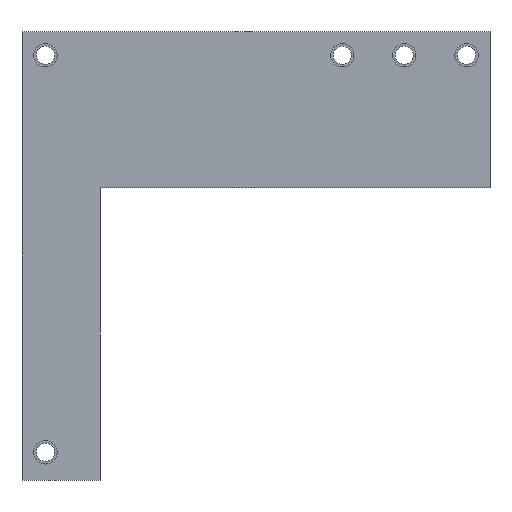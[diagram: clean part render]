
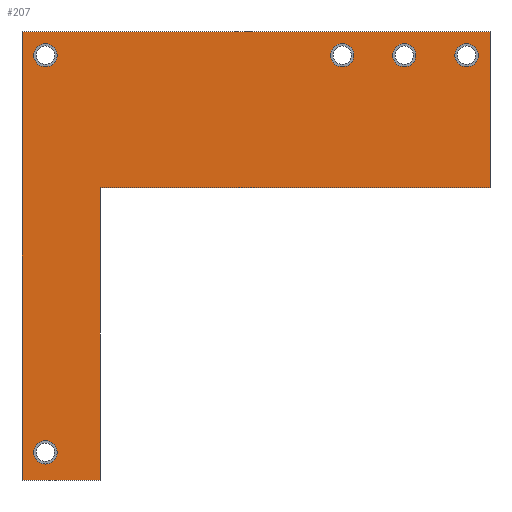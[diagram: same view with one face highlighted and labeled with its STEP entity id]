
A CAD part, front view. The second image highlights one B-rep face of the part: STEP entity #207.
In plain terms, the highlighted planar face has unit normal (0, -1, 0).
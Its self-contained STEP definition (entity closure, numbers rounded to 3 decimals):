
#24 = VERTEX_POINT('',#25);
#25 = CARTESIAN_POINT('',(0.,-2.,0.));
#31 = EDGE_CURVE('',#24,#32,#34,.T.);
#32 = VERTEX_POINT('',#33);
#33 = CARTESIAN_POINT('',(0.,-2.,115.));
#34 = LINE('',#35,#36);
#35 = CARTESIAN_POINT('',(0.,-2.,0.));
#36 = VECTOR('',#37,1.);
#37 = DIRECTION('',(0.,0.,1.));
#64 = VERTEX_POINT('',#65);
#65 = CARTESIAN_POINT('',(20.,-2.,0.));
#71 = EDGE_CURVE('',#64,#24,#72,.T.);
#72 = LINE('',#73,#74);
#73 = CARTESIAN_POINT('',(20.,-2.,0.));
#74 = VECTOR('',#75,1.);
#75 = DIRECTION('',(-1.,0.,0.));
#93 = EDGE_CURVE('',#32,#94,#96,.T.);
#94 = VERTEX_POINT('',#95);
#95 = CARTESIAN_POINT('',(120.,-2.,115.));
#96 = LINE('',#97,#98);
#97 = CARTESIAN_POINT('',(0.,-2.,115.));
#98 = VECTOR('',#99,1.);
#99 = DIRECTION('',(1.,0.,0.));
#207 = ADVANCED_FACE('',(#208,#235,#246,#257,#268,#279),#290,.F.);
#208 = FACE_BOUND('',#209,.F.);
#209 = EDGE_LOOP('',(#210,#211,#212,#220,#228,#234));
#210 = ORIENTED_EDGE('',*,*,#31,.T.);
#211 = ORIENTED_EDGE('',*,*,#93,.T.);
#212 = ORIENTED_EDGE('',*,*,#213,.T.);
#213 = EDGE_CURVE('',#94,#214,#216,.T.);
#214 = VERTEX_POINT('',#215);
#215 = CARTESIAN_POINT('',(120.,-2.,75.));
#216 = LINE('',#217,#218);
#217 = CARTESIAN_POINT('',(120.,-2.,115.));
#218 = VECTOR('',#219,1.);
#219 = DIRECTION('',(0.,0.,-1.));
#220 = ORIENTED_EDGE('',*,*,#221,.T.);
#221 = EDGE_CURVE('',#214,#222,#224,.T.);
#222 = VERTEX_POINT('',#223);
#223 = CARTESIAN_POINT('',(20.,-2.,75.));
#224 = LINE('',#225,#226);
#225 = CARTESIAN_POINT('',(120.,-2.,75.));
#226 = VECTOR('',#227,1.);
#227 = DIRECTION('',(-1.,0.,0.));
#228 = ORIENTED_EDGE('',*,*,#229,.T.);
#229 = EDGE_CURVE('',#222,#64,#230,.T.);
#230 = LINE('',#231,#232);
#231 = CARTESIAN_POINT('',(20.,-2.,75.));
#232 = VECTOR('',#233,1.);
#233 = DIRECTION('',(0.,0.,-1.));
#234 = ORIENTED_EDGE('',*,*,#71,.T.);
#235 = FACE_BOUND('',#236,.F.);
#236 = EDGE_LOOP('',(#237));
#237 = ORIENTED_EDGE('',*,*,#238,.T.);
#238 = EDGE_CURVE('',#239,#239,#241,.T.);
#239 = VERTEX_POINT('',#240);
#240 = CARTESIAN_POINT('',(9.,-2.,7.15));
#241 = CIRCLE('',#242,3.);
#242 = AXIS2_PLACEMENT_3D('',#243,#244,#245);
#243 = CARTESIAN_POINT('',(6.,-2.,7.15));
#244 = DIRECTION('',(0.,-1.,0.));
#245 = DIRECTION('',(1.,0.,0.));
#246 = FACE_BOUND('',#247,.F.);
#247 = EDGE_LOOP('',(#248));
#248 = ORIENTED_EDGE('',*,*,#249,.T.);
#249 = EDGE_CURVE('',#250,#250,#252,.T.);
#250 = VERTEX_POINT('',#251);
#251 = CARTESIAN_POINT('',(9.,-2.,109.));
#252 = CIRCLE('',#253,3.);
#253 = AXIS2_PLACEMENT_3D('',#254,#255,#256);
#254 = CARTESIAN_POINT('',(6.,-2.,109.));
#255 = DIRECTION('',(0.,-1.,0.));
#256 = DIRECTION('',(1.,0.,0.));
#257 = FACE_BOUND('',#258,.F.);
#258 = EDGE_LOOP('',(#259));
#259 = ORIENTED_EDGE('',*,*,#260,.T.);
#260 = EDGE_CURVE('',#261,#261,#263,.T.);
#261 = VERTEX_POINT('',#262);
#262 = CARTESIAN_POINT('',(85.1,-2.,109.));
#263 = CIRCLE('',#264,3.);
#264 = AXIS2_PLACEMENT_3D('',#265,#266,#267);
#265 = CARTESIAN_POINT('',(82.1,-2.,109.));
#266 = DIRECTION('',(0.,-1.,0.));
#267 = DIRECTION('',(1.,0.,0.));
#268 = FACE_BOUND('',#269,.F.);
#269 = EDGE_LOOP('',(#270));
#270 = ORIENTED_EDGE('',*,*,#271,.T.);
#271 = EDGE_CURVE('',#272,#272,#274,.T.);
#272 = VERTEX_POINT('',#273);
#273 = CARTESIAN_POINT('',(101.,-2.,109.));
#274 = CIRCLE('',#275,3.);
#275 = AXIS2_PLACEMENT_3D('',#276,#277,#278);
#276 = CARTESIAN_POINT('',(98.,-2.,109.));
#277 = DIRECTION('',(0.,-1.,0.));
#278 = DIRECTION('',(1.,0.,0.));
#279 = FACE_BOUND('',#280,.F.);
#280 = EDGE_LOOP('',(#281));
#281 = ORIENTED_EDGE('',*,*,#282,.T.);
#282 = EDGE_CURVE('',#283,#283,#285,.T.);
#283 = VERTEX_POINT('',#284);
#284 = CARTESIAN_POINT('',(117.,-2.,109.));
#285 = CIRCLE('',#286,3.);
#286 = AXIS2_PLACEMENT_3D('',#287,#288,#289);
#287 = CARTESIAN_POINT('',(114.,-2.,109.));
#288 = DIRECTION('',(0.,-1.,0.));
#289 = DIRECTION('',(1.,0.,0.));
#290 = PLANE('',#291);
#291 = AXIS2_PLACEMENT_3D('',#292,#293,#294);
#292 = CARTESIAN_POINT('',(44.043,-2.,73.457));
#293 = DIRECTION('',(0.,1.,0.));
#294 = DIRECTION('',(0.,0.,1.));
